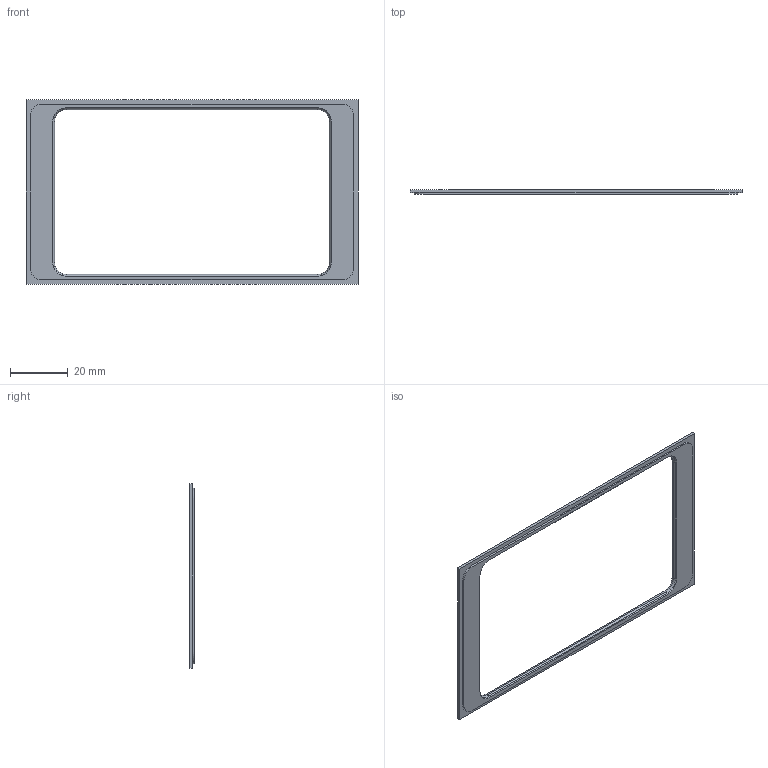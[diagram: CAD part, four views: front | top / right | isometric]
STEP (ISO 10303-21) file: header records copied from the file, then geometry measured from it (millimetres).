
FILE_DESCRIPTION(/* description */ (''),/* implementation_level */ '2;1');
FILE_NAME(/* name */ 'trmnl_mini_display_ring.step',/* time_stamp */ '2025-11-07T17:30:20+01:00',/* author */ (''),/* organization */ (''),/* preprocessor_version */ 'ST-DEVELOPER v20.1',/* originating_system */ 'Autodesk Translation Framework v14.17.0.0',/* authorisation */ '');
FILE_SCHEMA (('AUTOMOTIVE_DESIGN { 1 0 10303 214 3 1 1 }'));
Length unit declared in the file: millimetre
Products named in the file (2): 2025-10-30-22-22-38-432; 2025-11-01-00-12-01-923
Assembly tree (1 placements, depth 2):
  2025-10-30-22-22-38-432
    2025-11-01-00-12-01-923
Bounding box: 114.8 x 1.6 x 63.8 mm (x, y, z)
Volume: 2692.3 mm3; surface area: 4764.9 mm2
Topology: 1 solids, 1 shells, 39 faces, 92 edges, 56 vertices
Faces by surface type: plane 19, cylinder 12, torus 4, cone 4
Entity records: 1167 total; most frequent: DIRECTION 208, CARTESIAN_POINT 190, ORIENTED_EDGE 184, EDGE_CURVE 92, AXIS2_PLACEMENT_3D 74, LINE 60, VECTOR 60, VERTEX_POINT 56
